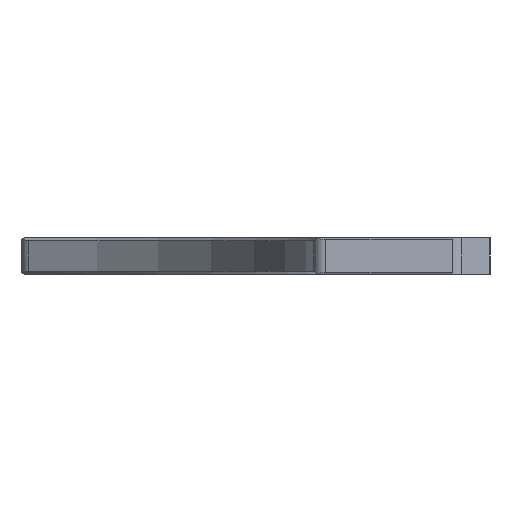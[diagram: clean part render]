
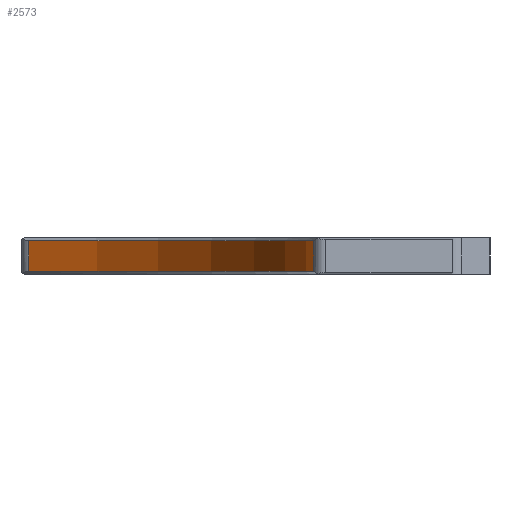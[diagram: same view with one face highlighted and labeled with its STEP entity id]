
A CAD part, front view. The second image highlights one B-rep face of the part: STEP entity #2573.
In plain terms, the highlighted cylindrical face has radius 130 mm (diameter 260 mm), a partial arc.
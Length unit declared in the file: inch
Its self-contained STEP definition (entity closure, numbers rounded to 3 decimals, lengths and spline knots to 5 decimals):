
#523 = FACE_OUTER_BOUND ( 'NONE', #2801, .T. ) ;
#571 = CARTESIAN_POINT ( 'NONE',  ( 0., 0., -0.3435 ) ) ;
#682 = VERTEX_POINT ( 'NONE', #3328 ) ;
#832 = ORIENTED_EDGE ( 'NONE', *, *, #3010, .T. ) ;
#1185 = LINE ( 'NONE', #2901, #1809 ) ;
#1201 = EDGE_CURVE ( 'NONE', #4100, #3757, #3738, .T. ) ;
#1395 = AXIS2_PLACEMENT_3D ( 'NONE', #571, #4472, #1452 ) ;
#1452 = DIRECTION ( 'NONE',  ( 1., 0., 0. ) ) ;
#1494 = AXIS2_PLACEMENT_3D ( 'NONE', #4588, #4232, #5042 ) ;
#1599 = CARTESIAN_POINT ( 'NONE',  ( 2.16026, 4.63986, -0.031 ) ) ;
#1666 = ORIENTED_EDGE ( 'NONE', *, *, #5179, .T. ) ;
#1685 = DIRECTION ( 'NONE',  ( 0., 0., 1. ) ) ;
#1809 = VECTOR ( 'NONE', #2117, 39.37008 ) ;
#2117 = DIRECTION ( 'NONE',  ( 0., 0., -1. ) ) ;
#2418 = EDGE_CURVE ( 'NONE', #682, #4100, #5492, .T. ) ;
#2573 = ADVANCED_FACE ( 'NONE', ( #523 ), #2666, .F. ) ;
#2666 = CYLINDRICAL_SURFACE ( 'NONE', #4393, 5.11811 ) ;
#2801 = EDGE_LOOP ( 'NONE', ( #4595, #832, #1666, #4989 ) ) ;
#2901 = CARTESIAN_POINT ( 'NONE',  ( 2.16026, 4.63986, -0.3745 ) ) ;
#2939 = CARTESIAN_POINT ( 'NONE',  ( 5.11666, 0.12202, -0.3745 ) ) ;
#3010 = EDGE_CURVE ( 'NONE', #3757, #3324, #1185, .T. ) ;
#3324 = VERTEX_POINT ( 'NONE', #5419 ) ;
#3328 = CARTESIAN_POINT ( 'NONE',  ( 5.11666, 0.12202, -0.3435 ) ) ;
#3601 = DIRECTION ( 'NONE',  ( 1., 0., 0. ) ) ;
#3738 = CIRCLE ( 'NONE', #1494, 5.11811 ) ;
#3757 = VERTEX_POINT ( 'NONE', #1599 ) ;
#3823 = CIRCLE ( 'NONE', #1395, 5.11811 ) ;
#4100 = VERTEX_POINT ( 'NONE', #5138 ) ;
#4232 = DIRECTION ( 'NONE',  ( 0., 0., 1. ) ) ;
#4332 = DIRECTION ( 'NONE',  ( 0., 0., 1. ) ) ;
#4393 = AXIS2_PLACEMENT_3D ( 'NONE', #5293, #4332, #3601 ) ;
#4472 = DIRECTION ( 'NONE',  ( 0., 0., -1. ) ) ;
#4588 = CARTESIAN_POINT ( 'NONE',  ( 0., 0., -0.031 ) ) ;
#4595 = ORIENTED_EDGE ( 'NONE', *, *, #1201, .T. ) ;
#4648 = VECTOR ( 'NONE', #1685, 39.37008 ) ;
#4989 = ORIENTED_EDGE ( 'NONE', *, *, #2418, .T. ) ;
#5042 = DIRECTION ( 'NONE',  ( 1., 0., 0. ) ) ;
#5138 = CARTESIAN_POINT ( 'NONE',  ( 5.11666, 0.12202, -0.031 ) ) ;
#5179 = EDGE_CURVE ( 'NONE', #3324, #682, #3823, .T. ) ;
#5293 = CARTESIAN_POINT ( 'NONE',  ( 0., 0., -0.3745 ) ) ;
#5419 = CARTESIAN_POINT ( 'NONE',  ( 2.16026, 4.63986, -0.3435 ) ) ;
#5492 = LINE ( 'NONE', #2939, #4648 ) ;
